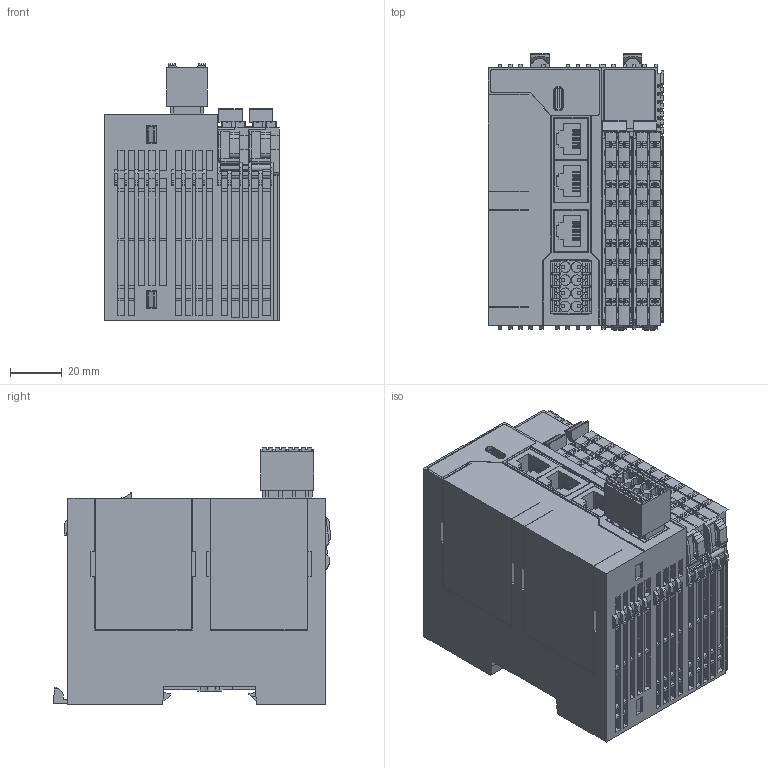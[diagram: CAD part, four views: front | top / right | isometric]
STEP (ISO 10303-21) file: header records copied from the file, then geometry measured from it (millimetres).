
FILE_DESCRIPTION((''),'2;1');
FILE_NAME('SC5','2024-12-12T19:25:00',('Lenovo'),(''),'CREO PARAMETRIC BY PTC INC, 2020033','CREO PARAMETRIC BY PTC INC, 2020033','');
FILE_SCHEMA(('AUTOMOTIVE_DESIGN { 1 0 10303 214 1 1 1 1 }'));
Products named in the file (1): SC5
Bounding box: 68 x 107.55 x 99.5 mm (x, y, z)
Volume: 502775.6 mm3; surface area: 87086.3 mm2
Topology: 15 solids, 23 shells, 4719 faces, 13105 edges, 8657 vertices
Faces by surface type: plane 3449, cylinder 1138, cone 72, extrusion 56, bspline 4
Entity records: 151812 total; most frequent: CARTESIAN_POINT 29758, ORIENTED_EDGE 26190, DIRECTION 24111, EDGE_CURVE 13105, VECTOR 10415, LINE 10359, VERTEX_POINT 8657, AXIS2_PLACEMENT_3D 6848
